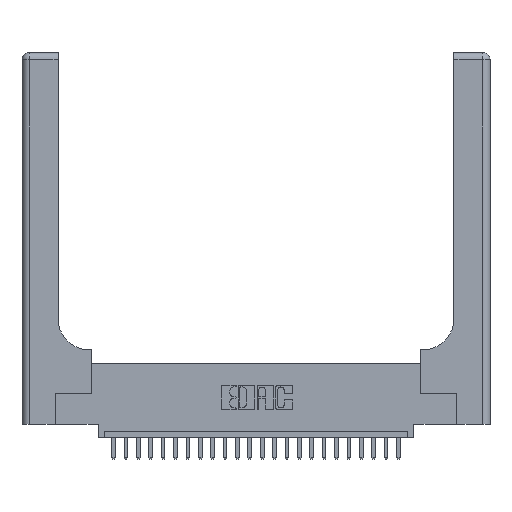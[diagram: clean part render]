
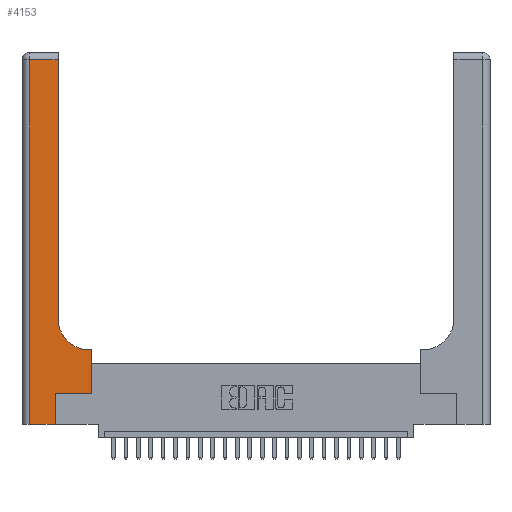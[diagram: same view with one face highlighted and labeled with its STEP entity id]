
A CAD part, top view. The second image highlights one B-rep face of the part: STEP entity #4153.
In plain terms, the highlighted planar face has unit normal (0, 0, 1).
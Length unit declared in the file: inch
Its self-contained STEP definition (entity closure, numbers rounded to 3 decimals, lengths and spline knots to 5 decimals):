
#736 = VECTOR ( 'NONE', #17456, 39.37008 ) ;
#806 = VERTEX_POINT ( 'NONE', #10641 ) ;
#892 = CARTESIAN_POINT ( 'NONE',  ( 0.269, 0.25, 0.37 ) ) ;
#976 = CARTESIAN_POINT ( 'NONE',  ( 0.5585, 0.6, 0.37 ) ) ;
#1153 = CARTESIAN_POINT ( 'NONE',  ( 0.2915, 0.85, 0.37 ) ) ;
#1270 = CARTESIAN_POINT ( 'NONE',  ( 0., 3., 0.37 ) ) ;
#1562 = VECTOR ( 'NONE', #16323, 39.37008 ) ;
#1856 = ORIENTED_EDGE ( 'NONE', *, *, #16539, .T. ) ;
#2317 = CARTESIAN_POINT ( 'NONE',  ( 0.2915, 0.6, 0.37 ) ) ;
#2584 = VECTOR ( 'NONE', #25933, 39.37008 ) ;
#3344 = EDGE_CURVE ( 'NONE', #23263, #14403, #15515, .T. ) ;
#3501 = VECTOR ( 'NONE', #11388, 39.37008 ) ;
#3817 = VECTOR ( 'NONE', #22159, 39.37008 ) ;
#4153 = ADVANCED_FACE ( 'NONE', ( #8289 ), #21263, .F. ) ;
#4184 = LINE ( 'NONE', #7202, #14115 ) ;
#4496 = CARTESIAN_POINT ( 'NONE',  ( 0.5585, 0.25, 0.37 ) ) ;
#4652 = ORIENTED_EDGE ( 'NONE', *, *, #18613, .T. ) ;
#6202 = EDGE_CURVE ( 'NONE', #806, #24211, #23805, .T. ) ;
#6282 = EDGE_CURVE ( 'NONE', #24418, #18841, #7280, .T. ) ;
#6411 = EDGE_CURVE ( 'NONE', #24211, #13325, #19755, .T. ) ;
#6769 = CARTESIAN_POINT ( 'NONE',  ( 0.06, 2.94, 0.37 ) ) ;
#6874 = LINE ( 'NONE', #20256, #1562 ) ;
#6978 = AXIS2_PLACEMENT_3D ( 'NONE', #9608, #7387, #23423 ) ;
#7202 = CARTESIAN_POINT ( 'NONE',  ( 0.269, 0., 0.37 ) ) ;
#7280 = LINE ( 'NONE', #4496, #3817 ) ;
#7366 = CARTESIAN_POINT ( 'NONE',  ( 0.5585, 0.25, 0.37 ) ) ;
#7387 = DIRECTION ( 'NONE',  ( 0., 0., -1. ) ) ;
#7406 = CARTESIAN_POINT ( 'NONE',  ( 0.2915, 3., 0.37 ) ) ;
#8289 = FACE_OUTER_BOUND ( 'NONE', #17977, .T. ) ;
#9608 = CARTESIAN_POINT ( 'NONE',  ( 0.5415, 0.85, 0.37 ) ) ;
#9639 = CARTESIAN_POINT ( 'NONE',  ( 0.06, 3., 0.37 ) ) ;
#10641 = CARTESIAN_POINT ( 'NONE',  ( 0.2915, 2.94, 0.37 ) ) ;
#11029 = DIRECTION ( 'NONE',  ( 0., 0., -1. ) ) ;
#11364 = ORIENTED_EDGE ( 'NONE', *, *, #20839, .T. ) ;
#11388 = DIRECTION ( 'NONE',  ( 0., -1., 0. ) ) ;
#11896 = CARTESIAN_POINT ( 'NONE',  ( 0., 2.94, 0.37 ) ) ;
#13325 = VERTEX_POINT ( 'NONE', #23333 ) ;
#14115 = VECTOR ( 'NONE', #15014, 39.37008 ) ;
#14201 = VECTOR ( 'NONE', #18544, 39.37008 ) ;
#14369 = ORIENTED_EDGE ( 'NONE', *, *, #23421, .T. ) ;
#14403 = VERTEX_POINT ( 'NONE', #1153 ) ;
#14503 = CARTESIAN_POINT ( 'NONE',  ( 0.269, 0.25, 0.37 ) ) ;
#15014 = DIRECTION ( 'NONE',  ( 0., 1., 0. ) ) ;
#15515 = CIRCLE ( 'NONE', #6978, 0.25 ) ;
#15624 = VERTEX_POINT ( 'NONE', #17887 ) ;
#16007 = ORIENTED_EDGE ( 'NONE', *, *, #6411, .T. ) ;
#16300 = EDGE_CURVE ( 'NONE', #15624, #21720, #4184, .T. ) ;
#16323 = DIRECTION ( 'NONE',  ( 1., 0., 0. ) ) ;
#16539 = EDGE_CURVE ( 'NONE', #14403, #806, #24811, .T. ) ;
#16557 = DIRECTION ( 'NONE',  ( 1., 0., 0. ) ) ;
#16779 = LINE ( 'NONE', #2317, #14201 ) ;
#17456 = DIRECTION ( 'NONE',  ( 0., 1., 0. ) ) ;
#17887 = CARTESIAN_POINT ( 'NONE',  ( 0.269, 0., 0.37 ) ) ;
#17977 = EDGE_LOOP ( 'NONE', ( #1856, #22301, #16007, #4652, #18686, #14369, #24870, #11364, #21623 ) ) ;
#18000 = AXIS2_PLACEMENT_3D ( 'NONE', #1270, #11029, #24956 ) ;
#18544 = DIRECTION ( 'NONE',  ( -1., 0., 0. ) ) ;
#18613 = EDGE_CURVE ( 'NONE', #13325, #15624, #6874, .T. ) ;
#18686 = ORIENTED_EDGE ( 'NONE', *, *, #16300, .T. ) ;
#18841 = VERTEX_POINT ( 'NONE', #976 ) ;
#19755 = LINE ( 'NONE', #9639, #3501 ) ;
#20256 = CARTESIAN_POINT ( 'NONE',  ( 0., 0., 0.37 ) ) ;
#20793 = VECTOR ( 'NONE', #16557, 39.37008 ) ;
#20839 = EDGE_CURVE ( 'NONE', #18841, #23263, #16779, .T. ) ;
#21263 = PLANE ( 'NONE',  #18000 ) ;
#21623 = ORIENTED_EDGE ( 'NONE', *, *, #3344, .T. ) ;
#21720 = VERTEX_POINT ( 'NONE', #892 ) ;
#22159 = DIRECTION ( 'NONE',  ( 0., 1., 0. ) ) ;
#22301 = ORIENTED_EDGE ( 'NONE', *, *, #6202, .T. ) ;
#23263 = VERTEX_POINT ( 'NONE', #25943 ) ;
#23333 = CARTESIAN_POINT ( 'NONE',  ( 0.06, 0., 0.37 ) ) ;
#23421 = EDGE_CURVE ( 'NONE', #21720, #24418, #23907, .T. ) ;
#23423 = DIRECTION ( 'NONE',  ( 1., 0., 0. ) ) ;
#23805 = LINE ( 'NONE', #11896, #2584 ) ;
#23907 = LINE ( 'NONE', #14503, #20793 ) ;
#24211 = VERTEX_POINT ( 'NONE', #6769 ) ;
#24418 = VERTEX_POINT ( 'NONE', #7366 ) ;
#24811 = LINE ( 'NONE', #7406, #736 ) ;
#24870 = ORIENTED_EDGE ( 'NONE', *, *, #6282, .T. ) ;
#24956 = DIRECTION ( 'NONE',  ( -1., 0., 0. ) ) ;
#25933 = DIRECTION ( 'NONE',  ( -1., 0., 0. ) ) ;
#25943 = CARTESIAN_POINT ( 'NONE',  ( 0.5415, 0.6, 0.37 ) ) ;
